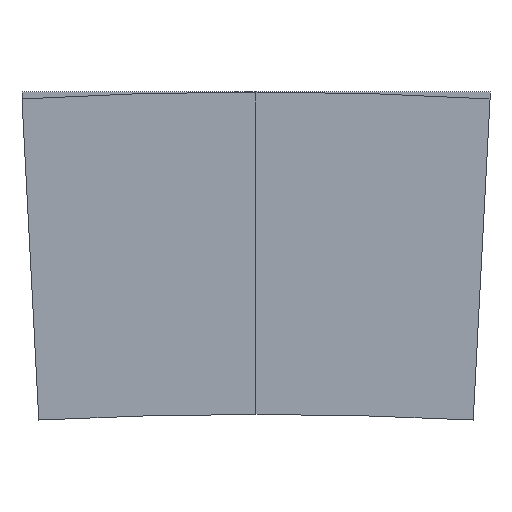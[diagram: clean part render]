
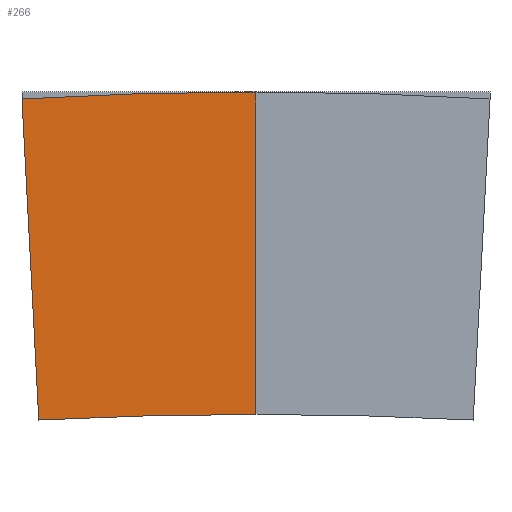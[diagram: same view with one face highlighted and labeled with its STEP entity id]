
A CAD part, front view. The second image highlights one B-rep face of the part: STEP entity #266.
In plain terms, the highlighted free-form (B-spline) face has degree [3, 3] with [4, 12] control points.
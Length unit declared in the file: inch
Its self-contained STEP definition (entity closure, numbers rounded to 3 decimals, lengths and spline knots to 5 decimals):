
#16=B_SPLINE_SURFACE_WITH_KNOTS('',3,3,((#525,#526,#527,#528,#529,#530,
#531,#532,#533,#534,#535,#536),(#537,#538,#539,#540,#541,#542,#543,#544,
#545,#546,#547,#548),(#549,#550,#551,#552,#553,#554,#555,#556,#557,#558,
#559,#560),(#561,#562,#563,#564,#565,#566,#567,#568,#569,#570,#571,#572)),
 .UNSPECIFIED.,.F.,.F.,.F.,(4,4),(4,1,1,1,1,1,1,1,1,4),(-35.56,0.),(1.5708,
1.57167,1.57255,1.5743,1.5778,1.5848,
1.59531,1.61983,1.66887,1.70902),
 .UNSPECIFIED.);
#29=FACE_OUTER_BOUND('',#45,.T.);
#45=EDGE_LOOP('',(#204,#205,#206,#207,#208,#209));
#64=LINE('',#433,#80);
#66=LINE('',#586,#82);
#80=VECTOR('',#319,0.3937);
#82=VECTOR('',#321,0.3937);
#95=B_SPLINE_CURVE_WITH_KNOTS('',3,(#402,#403,#404,#405),.UNSPECIFIED.,
 .F.,.F.,(4,4),(-0.06067,-0.05),.UNSPECIFIED.);
#98=B_SPLINE_CURVE_WITH_KNOTS('',3,(#421,#422,#423,#424),.UNSPECIFIED.,
 .F.,.F.,(4,4),(-0.00011,0.),.UNSPECIFIED.);
#100=B_SPLINE_CURVE_WITH_KNOTS('',3,(#483,#484,#485,#486,#487,#488,#489,
#490,#491,#492,#493,#494),.UNSPECIFIED.,.F.,.F.,(4,1,1,1,1,1,1,1,1,4),(1.5708,
1.57167,1.57255,1.5743,1.5778,1.5848,
1.59531,1.61983,1.66887,1.70902),
 .UNSPECIFIED.);
#102=B_SPLINE_CURVE_WITH_KNOTS('',3,(#574,#575,#576,#577,#578,#579,#580,
#581,#582,#583,#584,#585),.UNSPECIFIED.,.F.,.F.,(4,1,1,1,1,1,1,1,1,4),(1.5708,
1.57167,1.57255,1.5743,1.5778,1.5848,
1.59531,1.61983,1.66887,1.7089),
 .UNSPECIFIED.);
#120=VERTEX_POINT('',#382);
#125=VERTEX_POINT('',#400);
#128=VERTEX_POINT('',#413);
#129=VERTEX_POINT('',#420);
#130=VERTEX_POINT('',#482);
#132=VERTEX_POINT('',#573);
#151=EDGE_CURVE('',#120,#125,#95,.T.);
#154=EDGE_CURVE('',#129,#128,#98,.T.);
#157=EDGE_CURVE('',#125,#129,#64,.T.);
#158=EDGE_CURVE('',#130,#120,#100,.T.);
#161=EDGE_CURVE('',#132,#128,#102,.T.);
#162=EDGE_CURVE('',#132,#130,#66,.T.);
#204=ORIENTED_EDGE('',*,*,#151,.T.);
#205=ORIENTED_EDGE('',*,*,#157,.T.);
#206=ORIENTED_EDGE('',*,*,#154,.T.);
#207=ORIENTED_EDGE('',*,*,#161,.F.);
#208=ORIENTED_EDGE('',*,*,#162,.T.);
#209=ORIENTED_EDGE('',*,*,#158,.T.);
#266=ADVANCED_FACE('',(#29),#16,.F.);
#319=DIRECTION('',(0.052,0.,-0.999));
#321=DIRECTION('',(0.,0.,1.));
#382=CARTESIAN_POINT('',(-10.16016,-4.,39.19931));
#400=CARTESIAN_POINT('',(-10.16016,-4.,39.19511));
#402=CARTESIAN_POINT('Ctrl Pts',(-10.16016,-4.,39.19931));
#403=CARTESIAN_POINT('Ctrl Pts',(-10.16016,-4.,39.19791));
#404=CARTESIAN_POINT('Ctrl Pts',(-10.16016,-4.,39.19651));
#405=CARTESIAN_POINT('Ctrl Pts',(-10.16016,-4.,39.19511));
#413=CARTESIAN_POINT('',(-9.42973,-4.,25.25723));
#420=CARTESIAN_POINT('',(-9.42971,-4.,25.25727));
#421=CARTESIAN_POINT('Ctrl Pts',(-9.42971,-4.,25.25727));
#422=CARTESIAN_POINT('Ctrl Pts',(-9.42972,-4.,25.25725));
#423=CARTESIAN_POINT('Ctrl Pts',(-9.42972,-4.,25.25724));
#424=CARTESIAN_POINT('Ctrl Pts',(-9.42973,-4.,25.25723));
#433=CARTESIAN_POINT('',(-10.16016,-4.,39.19511));
#482=CARTESIAN_POINT('',(0.,-4.,39.5));
#483=CARTESIAN_POINT('Ctrl Pts',(0.,-4.,39.5));
#484=CARTESIAN_POINT('Ctrl Pts',(-0.02151,-4.,39.5));
#485=CARTESIAN_POINT('Ctrl Pts',(-0.06454,-4.,39.49999));
#486=CARTESIAN_POINT('Ctrl Pts',(-0.15059,-4.,39.49994));
#487=CARTESIAN_POINT('Ctrl Pts',(-0.30117,-4.,39.49977));
#488=CARTESIAN_POINT('Ctrl Pts',(-0.60234,-4.,39.4991));
#489=CARTESIAN_POINT('Ctrl Pts',(-1.11862,-4.,39.49678));
#490=CARTESIAN_POINT('Ctrl Pts',(-2.1511,-4.,39.48827));
#491=CARTESIAN_POINT('Ctrl Pts',(-4.21551,-4.,39.45578));
#492=CARTESIAN_POINT('Ctrl Pts',(-7.00347,-4.,39.36793));
#493=CARTESIAN_POINT('Ctrl Pts',(-9.18191,-4.,39.25744));
#494=CARTESIAN_POINT('Ctrl Pts',(-10.16016,-4.,39.19931));
#525=CARTESIAN_POINT('Ctrl Pts',(0.,-4.,39.5));
#526=CARTESIAN_POINT('Ctrl Pts',(-0.02151,-4.,39.5));
#527=CARTESIAN_POINT('Ctrl Pts',(-0.06454,-4.,39.49999));
#528=CARTESIAN_POINT('Ctrl Pts',(-0.15059,-4.,39.49994));
#529=CARTESIAN_POINT('Ctrl Pts',(-0.30117,-4.,39.49977));
#530=CARTESIAN_POINT('Ctrl Pts',(-0.60234,-4.,39.4991));
#531=CARTESIAN_POINT('Ctrl Pts',(-1.11862,-4.,39.49678));
#532=CARTESIAN_POINT('Ctrl Pts',(-2.1511,-4.,39.48827));
#533=CARTESIAN_POINT('Ctrl Pts',(-4.21551,-4.,39.45578));
#534=CARTESIAN_POINT('Ctrl Pts',(-7.00354,-4.,39.36793));
#535=CARTESIAN_POINT('Ctrl Pts',(-9.18206,-4.,39.25743));
#536=CARTESIAN_POINT('Ctrl Pts',(-10.16038,-4.,39.1993));
#537=CARTESIAN_POINT('Ctrl Pts',(0.,-4.,34.83333));
#538=CARTESIAN_POINT('Ctrl Pts',(-0.02101,-4.,34.83333));
#539=CARTESIAN_POINT('Ctrl Pts',(-0.06302,-4.,34.83333));
#540=CARTESIAN_POINT('Ctrl Pts',(-0.14704,-4.,34.83328));
#541=CARTESIAN_POINT('Ctrl Pts',(-0.29408,-4.,34.83312));
#542=CARTESIAN_POINT('Ctrl Pts',(-0.58815,-4.,34.83249));
#543=CARTESIAN_POINT('Ctrl Pts',(-1.09226,-4.,34.83032));
#544=CARTESIAN_POINT('Ctrl Pts',(-2.1004,-4.,34.82235));
#545=CARTESIAN_POINT('Ctrl Pts',(-4.11611,-4.,34.79194));
#546=CARTESIAN_POINT('Ctrl Pts',(-6.83818,-4.,34.70969));
#547=CARTESIAN_POINT('Ctrl Pts',(-8.96479,-4.,34.60622));
#548=CARTESIAN_POINT('Ctrl Pts',(-9.9197,-4.,34.55179));
#549=CARTESIAN_POINT('Ctrl Pts',(0.,-4.,30.16667));
#550=CARTESIAN_POINT('Ctrl Pts',(-0.0205,-4.,30.16667));
#551=CARTESIAN_POINT('Ctrl Pts',(-0.0615,-4.,30.16666));
#552=CARTESIAN_POINT('Ctrl Pts',(-0.14349,-4.,30.16662));
#553=CARTESIAN_POINT('Ctrl Pts',(-0.28698,-4.,30.16647));
#554=CARTESIAN_POINT('Ctrl Pts',(-0.57395,-4.,30.16588));
#555=CARTESIAN_POINT('Ctrl Pts',(-1.0659,-4.,30.16385));
#556=CARTESIAN_POINT('Ctrl Pts',(-2.04969,-4.,30.15643));
#557=CARTESIAN_POINT('Ctrl Pts',(-4.0167,-4.,30.12809));
#558=CARTESIAN_POINT('Ctrl Pts',(-6.67281,-4.,30.05144));
#559=CARTESIAN_POINT('Ctrl Pts',(-8.74753,-4.,29.95501));
#560=CARTESIAN_POINT('Ctrl Pts',(-9.67902,-4.,29.90429));
#561=CARTESIAN_POINT('Ctrl Pts',(0.,-4.,25.5));
#562=CARTESIAN_POINT('Ctrl Pts',(-0.01999,-4.,25.5));
#563=CARTESIAN_POINT('Ctrl Pts',(-0.05997,-4.,25.49999));
#564=CARTESIAN_POINT('Ctrl Pts',(-0.13994,-4.,25.49995));
#565=CARTESIAN_POINT('Ctrl Pts',(-0.27988,-4.,25.49982));
#566=CARTESIAN_POINT('Ctrl Pts',(-0.55976,-4.,25.49927));
#567=CARTESIAN_POINT('Ctrl Pts',(-1.03953,-4.,25.49739));
#568=CARTESIAN_POINT('Ctrl Pts',(-1.99899,-4.,25.49051));
#569=CARTESIAN_POINT('Ctrl Pts',(-3.9173,-4.,25.46424));
#570=CARTESIAN_POINT('Ctrl Pts',(-6.50745,-4.,25.39319));
#571=CARTESIAN_POINT('Ctrl Pts',(-8.53026,-4.,25.30381));
#572=CARTESIAN_POINT('Ctrl Pts',(-9.43835,-4.,25.25678));
#573=CARTESIAN_POINT('',(0.,-4.,25.5));
#574=CARTESIAN_POINT('Ctrl Pts',(0.,-4.,25.5));
#575=CARTESIAN_POINT('Ctrl Pts',(-0.01999,-4.,25.5));
#576=CARTESIAN_POINT('Ctrl Pts',(-0.05997,-4.,25.49999));
#577=CARTESIAN_POINT('Ctrl Pts',(-0.13994,-4.,25.49995));
#578=CARTESIAN_POINT('Ctrl Pts',(-0.27988,-4.,25.49982));
#579=CARTESIAN_POINT('Ctrl Pts',(-0.55976,-4.,25.49927));
#580=CARTESIAN_POINT('Ctrl Pts',(-1.03953,-4.,25.49739));
#581=CARTESIAN_POINT('Ctrl Pts',(-1.99899,-4.,25.49051));
#582=CARTESIAN_POINT('Ctrl Pts',(-3.9173,-4.,25.46424));
#583=CARTESIAN_POINT('Ctrl Pts',(-6.50456,-4.,25.39327));
#584=CARTESIAN_POINT('Ctrl Pts',(-8.5245,-4.,25.30406));
#585=CARTESIAN_POINT('Ctrl Pts',(-9.42973,-4.,25.25723));
#586=CARTESIAN_POINT('',(0.,-4.,25.5));
